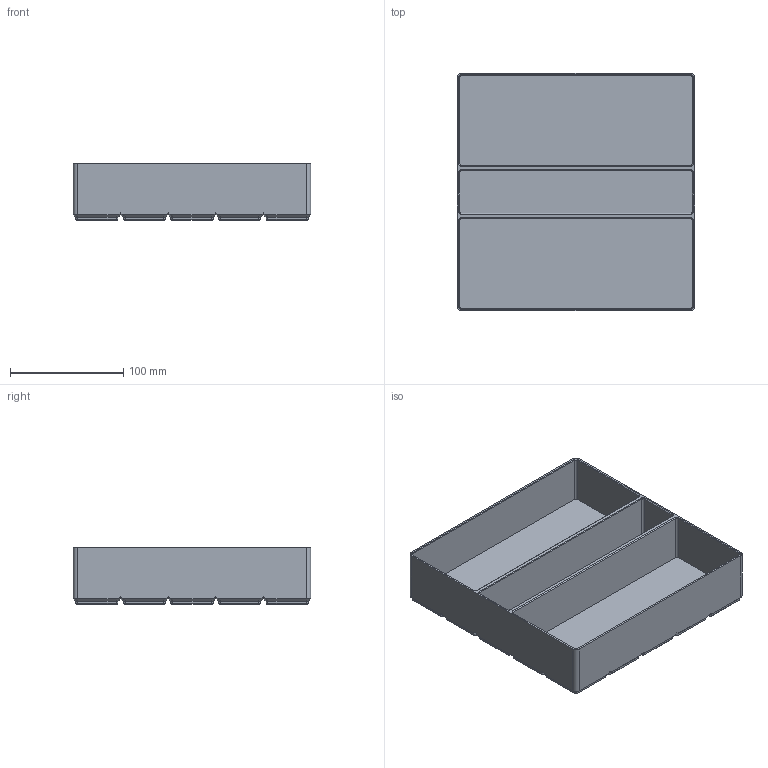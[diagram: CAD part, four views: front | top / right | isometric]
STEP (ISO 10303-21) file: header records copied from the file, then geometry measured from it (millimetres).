
FILE_DESCRIPTION(('Creo Elements/Direct Modeling STEP Export'),'2;1');
FILE_NAME('Gridfinity-5x5x50-19.stp','2023-01-08T16:18:38',(''),(''),'Creo Elements/Direct Modeling STEP processor for AP214 (Solid Model)','Creo Elements/Direct Modeling 20.3A 20-Jun-2020 (C) Parametric Technology GmbH','');
FILE_SCHEMA(('AUTOMOTIVE_DESIGN { 1 0 10303 214 1 1 1 1 }'));
Length unit declared in the file: millimetre
Products named in the file (2): 5x5x50-19
Assembly tree (1 placements, depth 2):
  5x5x50-19
    5x5x50-19
Bounding box: 209.5 x 209.5 x 50 mm (x, y, z)
Volume: 410362.6 mm3; surface area: 213093.3 mm2
Topology: 1 solids, 1 shells, 1285 faces, 2712 edges, 1632 vertices
Faces by surface type: plane 557, cylinder 516, cone 212
Entity records: 38596 total; most frequent: CARTESIAN_POINT 12004, ORIENTED_EDGE 5424, DIRECTION 5420, EDGE_CURVE 2712, AXIS2_PLACEMENT_3D 1982, VERTEX_POINT 1632, EDGE_LOOP 1488, VECTOR 1456
